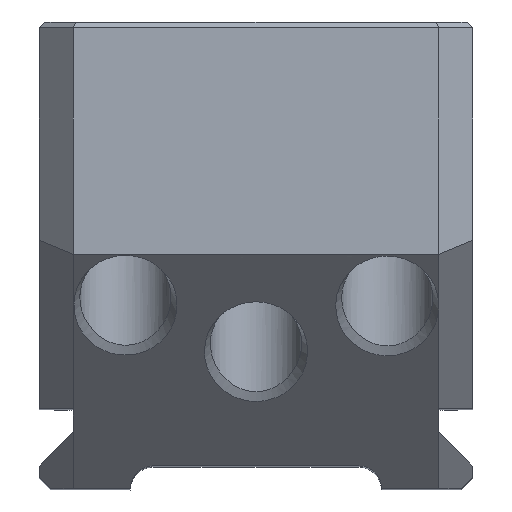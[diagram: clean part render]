
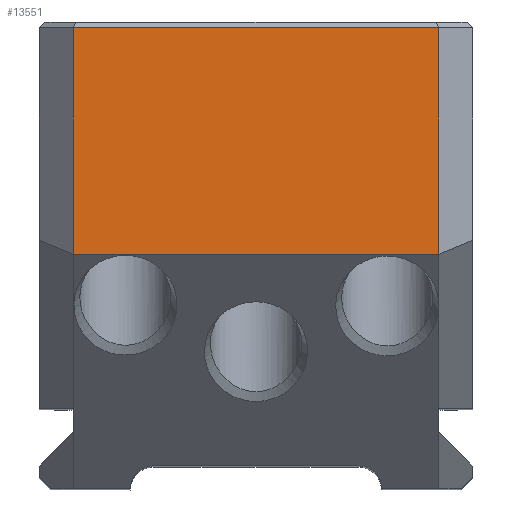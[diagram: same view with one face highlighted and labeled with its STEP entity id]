
A CAD part, top view. The second image highlights one B-rep face of the part: STEP entity #13551.
In plain terms, the highlighted planar face has unit normal (0, 0, 1).
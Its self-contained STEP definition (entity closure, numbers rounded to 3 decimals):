
#69=LINE('',#16661,#1420);
#1343=LINE('',#19746,#2694);
#1410=LINE('',#19910,#2761);
#1411=LINE('',#19912,#2762);
#1420=VECTOR('',#14105,1000.);
#2694=VECTOR('',#16321,1000.);
#2761=VECTOR('',#16478,1000.);
#2762=VECTOR('',#16481,1000.);
#5486=ORIENTED_EDGE('',*,*,#6931,.T.);
#5487=ORIENTED_EDGE('',*,*,#6853,.T.);
#5488=ORIENTED_EDGE('',*,*,#6932,.T.);
#5489=ORIENTED_EDGE('',*,*,#5555,.T.);
#5555=EDGE_CURVE('',#6946,#6945,#69,.F.);
#6853=EDGE_CURVE('',#7816,#7812,#1343,.T.);
#6931=EDGE_CURVE('',#6945,#7816,#1410,.T.);
#6932=EDGE_CURVE('',#7812,#6946,#1411,.T.);
#6945=VERTEX_POINT('',#16660);
#6946=VERTEX_POINT('',#16662);
#7812=VERTEX_POINT('',#19731);
#7816=VERTEX_POINT('',#19743);
#8418=EDGE_LOOP('',(#5486,#5487,#5488,#5489));
#8974=FACE_BOUND('',#8418,.T.);
#9472=PLANE('',#14088);
#13551=ADVANCED_FACE('',(#8974),#9472,.F.);
#14088=AXIS2_PLACEMENT_3D('',#19916,#16487,#16488);
#14105=DIRECTION('',(-1.,0.,0.));
#16321=DIRECTION('',(-1.,0.,0.));
#16478=DIRECTION('',(0.,1.,0.));
#16481=DIRECTION('',(0.,-1.,0.));
#16487=DIRECTION('',(0.,0.,-1.));
#16488=DIRECTION('',(1.,0.,0.));
#16660=CARTESIAN_POINT('',(16.,-69.241,-9.902));
#16661=CARTESIAN_POINT('',(4.483,-69.241,-9.902));
#16662=CARTESIAN_POINT('',(-16.,-69.241,-9.902));
#19731=CARTESIAN_POINT('',(-16.,-49.375,-9.902));
#19743=CARTESIAN_POINT('',(16.,-49.375,-9.902));
#19746=CARTESIAN_POINT('',(-12.003,-49.375,-9.902));
#19910=CARTESIAN_POINT('',(16.,-82.737,-9.902));
#19912=CARTESIAN_POINT('',(-16.,-77.737,-9.902));
#19916=CARTESIAN_POINT('',(-12.003,-114.094,-9.902));
